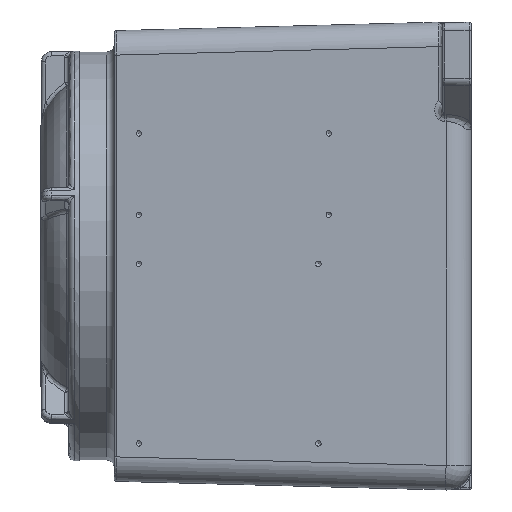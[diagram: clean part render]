
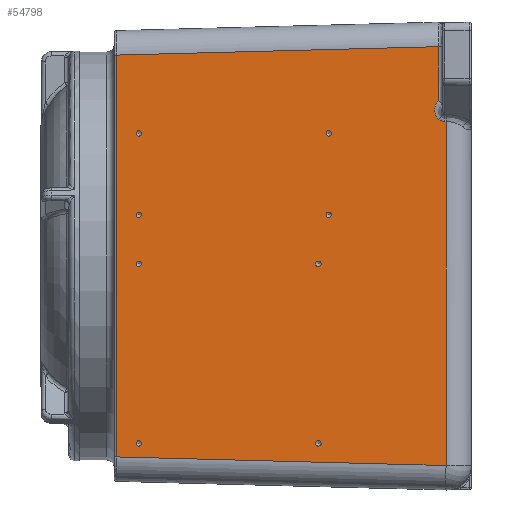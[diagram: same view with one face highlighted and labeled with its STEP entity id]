
A CAD part, left-side view. The second image highlights one B-rep face of the part: STEP entity #54798.
In plain terms, the highlighted planar face has unit normal (-1, 0.026, 0).
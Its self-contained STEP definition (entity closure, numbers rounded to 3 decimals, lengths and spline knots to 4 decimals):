
#52=B_SPLINE_CURVE_WITH_KNOTS('',3,(#71398,#71399,#71400,#71401,#71402,
#71403,#71404),.UNSPECIFIED.,.F.,.F.,(4,1,1,1,4),(0.,
0.0353,0.0705,0.1058,0.2469),
 .UNSPECIFIED.);
#3194=LINE('',#71419,#9098);
#3199=LINE('',#71592,#9103);
#3201=LINE('',#71598,#9105);
#3202=LINE('',#71600,#9106);
#3203=LINE('',#71602,#9107);
#3204=LINE('',#71603,#9108);
#9098=VECTOR('',#60564,0.3937);
#9103=VECTOR('',#60589,0.3937);
#9105=VECTOR('',#60595,0.3937);
#9106=VECTOR('',#60596,0.3937);
#9107=VECTOR('',#60597,0.3937);
#9108=VECTOR('',#60598,0.3937);
#14993=PLANE('',#58034);
#16917=FACE_BOUND('',#20566,.T.);
#16918=FACE_BOUND('',#20567,.T.);
#16919=FACE_BOUND('',#20568,.T.);
#16920=FACE_BOUND('',#20569,.T.);
#16921=FACE_BOUND('',#20570,.T.);
#16922=FACE_BOUND('',#20571,.T.);
#16923=FACE_BOUND('',#20572,.T.);
#16924=FACE_BOUND('',#20573,.T.);
#17207=ELLIPSE('',#57960,0.043,0.043);
#17208=ELLIPSE('',#57964,0.043,0.043);
#17209=ELLIPSE('',#57968,0.043,0.043);
#17210=ELLIPSE('',#57972,0.043,0.043);
#17211=ELLIPSE('',#57976,0.043,0.043);
#17212=ELLIPSE('',#57980,0.043,0.043);
#17213=ELLIPSE('',#57984,0.043,0.043);
#17214=ELLIPSE('',#57988,0.043,0.043);
#17225=ELLIPSE('',#58026,0.1805,0.1562);
#17417=FACE_OUTER_BOUND('',#20565,.T.);
#20565=EDGE_LOOP('',(#38187,#38188,#38189,#38190,#38191,#38192,#38193,#38194));
#20566=EDGE_LOOP('',(#38195));
#20567=EDGE_LOOP('',(#38196));
#20568=EDGE_LOOP('',(#38197));
#20569=EDGE_LOOP('',(#38198));
#20570=EDGE_LOOP('',(#38199));
#20571=EDGE_LOOP('',(#38200));
#20572=EDGE_LOOP('',(#38201));
#20573=EDGE_LOOP('',(#38202));
#24252=VERTEX_POINT('',#71242);
#24254=VERTEX_POINT('',#71248);
#24256=VERTEX_POINT('',#71254);
#24258=VERTEX_POINT('',#71260);
#24260=VERTEX_POINT('',#71266);
#24262=VERTEX_POINT('',#71272);
#24264=VERTEX_POINT('',#71278);
#24266=VERTEX_POINT('',#71284);
#24298=VERTEX_POINT('',#71395);
#24299=VERTEX_POINT('',#71397);
#24301=VERTEX_POINT('',#71415);
#24306=VERTEX_POINT('',#71555);
#24313=VERTEX_POINT('',#71591);
#24315=VERTEX_POINT('',#71597);
#24316=VERTEX_POINT('',#71599);
#24317=VERTEX_POINT('',#71601);
#29759=EDGE_CURVE('',#24252,#24252,#17207,.T.);
#29761=EDGE_CURVE('',#24254,#24254,#17208,.T.);
#29763=EDGE_CURVE('',#24256,#24256,#17209,.T.);
#29765=EDGE_CURVE('',#24258,#24258,#17210,.T.);
#29767=EDGE_CURVE('',#24260,#24260,#17211,.T.);
#29769=EDGE_CURVE('',#24262,#24262,#17212,.T.);
#29771=EDGE_CURVE('',#24264,#24264,#17213,.T.);
#29773=EDGE_CURVE('',#24266,#24266,#17214,.T.);
#29806=EDGE_CURVE('',#24298,#24299,#52,.T.);
#29811=EDGE_CURVE('',#24299,#24301,#3194,.T.);
#29818=EDGE_CURVE('',#24306,#24298,#17225,.T.);
#29827=EDGE_CURVE('',#24301,#24313,#3199,.T.);
#29830=EDGE_CURVE('',#24315,#24306,#3201,.T.);
#29831=EDGE_CURVE('',#24316,#24315,#3202,.T.);
#29832=EDGE_CURVE('',#24317,#24316,#3203,.T.);
#29833=EDGE_CURVE('',#24313,#24317,#3204,.T.);
#38187=ORIENTED_EDGE('',*,*,#29811,.F.);
#38188=ORIENTED_EDGE('',*,*,#29806,.F.);
#38189=ORIENTED_EDGE('',*,*,#29818,.F.);
#38190=ORIENTED_EDGE('',*,*,#29830,.F.);
#38191=ORIENTED_EDGE('',*,*,#29831,.F.);
#38192=ORIENTED_EDGE('',*,*,#29832,.F.);
#38193=ORIENTED_EDGE('',*,*,#29833,.F.);
#38194=ORIENTED_EDGE('',*,*,#29827,.F.);
#38195=ORIENTED_EDGE('',*,*,#29759,.T.);
#38196=ORIENTED_EDGE('',*,*,#29761,.T.);
#38197=ORIENTED_EDGE('',*,*,#29763,.T.);
#38198=ORIENTED_EDGE('',*,*,#29765,.T.);
#38199=ORIENTED_EDGE('',*,*,#29767,.T.);
#38200=ORIENTED_EDGE('',*,*,#29769,.T.);
#38201=ORIENTED_EDGE('',*,*,#29771,.T.);
#38202=ORIENTED_EDGE('',*,*,#29773,.T.);
#54798=ADVANCED_FACE('',(#17417,#16917,#16918,#16919,#16920,#16921,#16922,
#16923,#16924),#14993,.T.);
#57960=AXIS2_PLACEMENT_3D('',#71243,#60424,#60425);
#57964=AXIS2_PLACEMENT_3D('',#71249,#60432,#60433);
#57968=AXIS2_PLACEMENT_3D('',#71255,#60440,#60441);
#57972=AXIS2_PLACEMENT_3D('',#71261,#60448,#60449);
#57976=AXIS2_PLACEMENT_3D('',#71267,#60456,#60457);
#57980=AXIS2_PLACEMENT_3D('',#71273,#60464,#60465);
#57984=AXIS2_PLACEMENT_3D('',#71279,#60472,#60473);
#57988=AXIS2_PLACEMENT_3D('',#71285,#60480,#60481);
#58026=AXIS2_PLACEMENT_3D('',#71567,#60571,#60572);
#58034=AXIS2_PLACEMENT_3D('',#71596,#60593,#60594);
#60424=DIRECTION('center_axis',(1.,-0.026,0.));
#60425=DIRECTION('ref_axis',(0.026,1.,0.));
#60432=DIRECTION('center_axis',(1.,-0.026,0.));
#60433=DIRECTION('ref_axis',(0.026,1.,0.));
#60440=DIRECTION('center_axis',(1.,-0.026,0.));
#60441=DIRECTION('ref_axis',(0.026,1.,0.));
#60448=DIRECTION('center_axis',(1.,-0.026,0.));
#60449=DIRECTION('ref_axis',(0.026,1.,0.));
#60456=DIRECTION('center_axis',(1.,-0.026,0.));
#60457=DIRECTION('ref_axis',(0.026,1.,0.));
#60464=DIRECTION('center_axis',(1.,-0.026,0.));
#60465=DIRECTION('ref_axis',(0.026,1.,0.));
#60472=DIRECTION('center_axis',(1.,-0.026,0.));
#60473=DIRECTION('ref_axis',(0.026,1.,0.));
#60480=DIRECTION('center_axis',(1.,-0.026,0.));
#60481=DIRECTION('ref_axis',(0.026,1.,0.));
#60564=DIRECTION('',(-0.026,-1.,-0.015));
#60571=DIRECTION('center_axis',(-1.,0.026,0.));
#60572=DIRECTION('ref_axis',(-0.001,-0.045,0.999));
#60589=DIRECTION('',(0.,0.,-1.));
#60593=DIRECTION('center_axis',(-1.,0.026,0.));
#60594=DIRECTION('ref_axis',(-0.026,-1.,0.));
#60595=DIRECTION('',(0.,0.,-1.));
#60596=DIRECTION('',(-0.026,-0.999,0.026));
#60597=DIRECTION('',(0.,0.,1.));
#60598=DIRECTION('',(0.026,0.999,0.026));
#71242=CARTESIAN_POINT('',(-3.5395,-0.8786,1.88));
#71243=CARTESIAN_POINT('Origin',(-3.5383,-0.8356,1.88));
#71248=CARTESIAN_POINT('',(-3.5395,-0.8786,0.63));
#71249=CARTESIAN_POINT('Origin',(-3.5383,-0.8356,0.63));
#71254=CARTESIAN_POINT('',(-3.4633,2.0314,0.63));
#71255=CARTESIAN_POINT('Origin',(-3.4621,2.0744,0.63));
#71260=CARTESIAN_POINT('',(-3.4633,2.0314,1.88));
#71261=CARTESIAN_POINT('Origin',(-3.4621,2.0744,1.88));
#71266=CARTESIAN_POINT('',(-3.5353,-0.7186,-0.12));
#71267=CARTESIAN_POINT('Origin',(-3.5342,-0.6756,-0.12));
#71272=CARTESIAN_POINT('',(-3.4633,2.0314,-0.12));
#71273=CARTESIAN_POINT('Origin',(-3.4621,2.0744,-0.12));
#71278=CARTESIAN_POINT('',(-3.4633,2.0314,-2.87));
#71279=CARTESIAN_POINT('Origin',(-3.4621,2.0744,-2.87));
#71284=CARTESIAN_POINT('',(-3.5353,-0.7186,-2.87));
#71285=CARTESIAN_POINT('Origin',(-3.5342,-0.6756,-2.87));
#71395=CARTESIAN_POINT('',(-3.5824,-2.519,2.0942));
#71397=CARTESIAN_POINT('',(-3.5847,-2.6076,2.0596));
#71398=CARTESIAN_POINT('Ctrl Pts',(-3.5824,-2.519,
2.0942));
#71399=CARTESIAN_POINT('Ctrl Pts',(-3.5825,-2.5225,
2.0912));
#71400=CARTESIAN_POINT('Ctrl Pts',(-3.5827,-2.5297,
2.0855));
#71401=CARTESIAN_POINT('Ctrl Pts',(-3.583,-2.5414,
2.0779));
#71402=CARTESIAN_POINT('Ctrl Pts',(-3.5837,-2.566,
2.065));
#71403=CARTESIAN_POINT('Ctrl Pts',(-3.5843,-2.5891,
2.0599));
#71404=CARTESIAN_POINT('Ctrl Pts',(-3.5847,-2.6076,
2.0596));
#71415=CARTESIAN_POINT('',(-3.5854,-2.6308,2.0593));
#71419=CARTESIAN_POINT('',(-3.5241,-0.2934,2.0946));
#71555=CARTESIAN_POINT('',(-3.5824,-2.5173,2.3815));
#71567=CARTESIAN_POINT('Origin',(-3.5849,-2.6126,2.24));
#71591=CARTESIAN_POINT('',(-3.5854,-2.6308,-3.2105));
#71592=CARTESIAN_POINT('',(-3.5854,-2.6308,0.));
#71596=CARTESIAN_POINT('Origin',(-3.4522,2.4533,0.));
#71597=CARTESIAN_POINT('',(-3.5824,-2.5173,3.2075));
#71598=CARTESIAN_POINT('',(-3.5824,-2.5173,1.4403));
#71599=CARTESIAN_POINT('',(-3.453,2.4227,3.0782));
#71600=CARTESIAN_POINT('',(-3.4824,1.3017,3.1075));
#71601=CARTESIAN_POINT('',(-3.453,2.4227,-3.0782));
#71602=CARTESIAN_POINT('',(-3.453,2.4227,0.));
#71603=CARTESIAN_POINT('',(-3.4824,1.3017,-3.1075));
